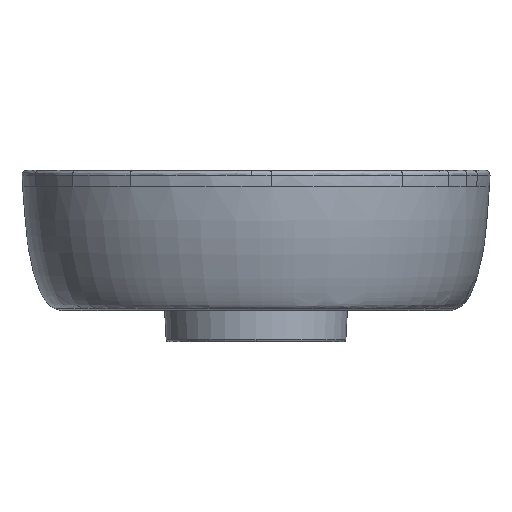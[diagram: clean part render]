
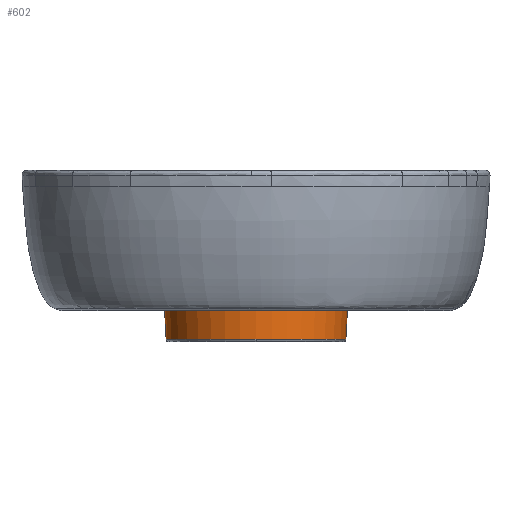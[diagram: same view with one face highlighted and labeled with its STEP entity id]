
A CAD part, left-side view. The second image highlights one B-rep face of the part: STEP entity #602.
In plain terms, the highlighted conical face has half-angle 3 degrees and reference radius 76.718 mm.
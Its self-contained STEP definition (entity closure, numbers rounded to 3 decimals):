
#553=CONICAL_SURFACE('',#13763,76.718,3.);
#558=FACE_BOUND('',#931,.T.);
#559=FACE_BOUND('',#932,.T.);
#602=ADVANCED_FACE('',(#558,#559),#553,.T.);
#931=EDGE_LOOP('',(#1130,#1131,#1132));
#932=EDGE_LOOP('',(#1133));
#1130=ORIENTED_EDGE('',*,*,#2284,.T.);
#1131=ORIENTED_EDGE('',*,*,#2289,.T.);
#1132=ORIENTED_EDGE('',*,*,#2290,.T.);
#1133=ORIENTED_EDGE('',*,*,#2291,.F.);
#1995=VERTEX_POINT('',#17220);
#1996=VERTEX_POINT('',#17222);
#1999=VERTEX_POINT('',#17230);
#2000=VERTEX_POINT('',#17235);
#2284=EDGE_CURVE('',#1996,#1995,#2738,.T.);
#2289=EDGE_CURVE('',#1995,#1999,#2743,.T.);
#2290=EDGE_CURVE('',#1999,#1996,#2744,.T.);
#2291=EDGE_CURVE('',#2000,#2000,#2745,.T.);
#2738=CIRCLE('',#13753,76.817);
#2743=CIRCLE('',#13759,76.817);
#2744=CIRCLE('',#13761,76.817);
#2745=CIRCLE('',#13762,78.103);
#13753=AXIS2_PLACEMENT_3D('',#17221,#15433,#15434);
#13759=AXIS2_PLACEMENT_3D('',#17231,#15445,#15446);
#13761=AXIS2_PLACEMENT_3D('',#17233,#15449,#15450);
#13762=AXIS2_PLACEMENT_3D('',#17234,#15451,#15452);
#13763=AXIS2_PLACEMENT_3D('',#17236,#15453,#15454);
#15433=DIRECTION('',(0.,0.,1.));
#15434=DIRECTION('',(-1.,0.,0.));
#15445=DIRECTION('',(0.,0.,1.));
#15446=DIRECTION('',(-1.,0.,0.));
#15449=DIRECTION('',(0.,0.,1.));
#15450=DIRECTION('',(-1.,0.,0.));
#15451=DIRECTION('',(0.,0.,1.));
#15452=DIRECTION('',(-1.,0.,0.));
#15453=DIRECTION('',(0.,0.,1.));
#15454=DIRECTION('',(1.,0.,0.));
#17220=CARTESIAN_POINT('',(-76.817,-255.,-144.217));
#17221=CARTESIAN_POINT('',(0.,-255.,-144.217));
#17222=CARTESIAN_POINT('',(0.,-178.183,-144.217));
#17230=CARTESIAN_POINT('',(76.817,-255.,-144.217));
#17231=CARTESIAN_POINT('',(0.,-255.,-144.217));
#17233=CARTESIAN_POINT('',(0.,-255.,-144.217));
#17234=CARTESIAN_POINT('',(0.,-255.,-119.672));
#17235=CARTESIAN_POINT('',(-78.103,-255.,-119.672));
#17236=CARTESIAN_POINT('',(0.,-255.,-146.112));
